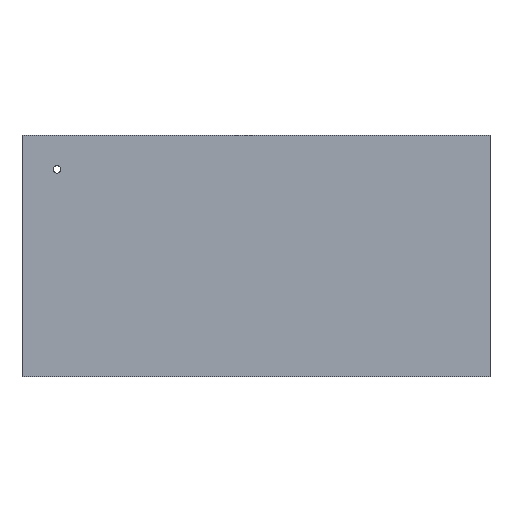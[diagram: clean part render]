
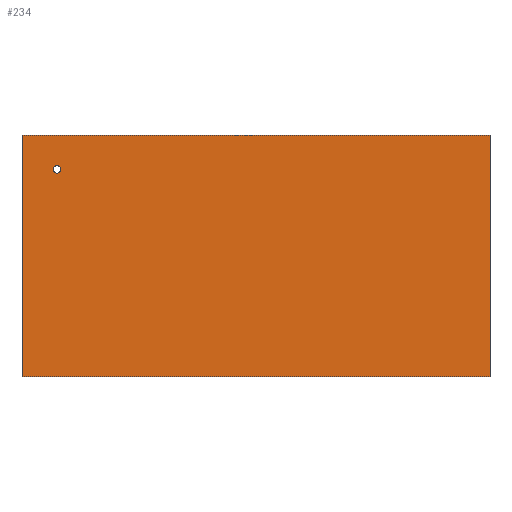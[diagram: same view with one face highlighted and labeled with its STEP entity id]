
A CAD part, top view. The second image highlights one B-rep face of the part: STEP entity #234.
In plain terms, the highlighted planar face has unit normal (0, 0, 1).
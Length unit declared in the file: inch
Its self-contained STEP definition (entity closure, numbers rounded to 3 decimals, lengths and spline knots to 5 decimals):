
#2 = EDGE_CURVE ( 'NONE', #171, #243, #57, .T. ) ;
#6 = EDGE_CURVE ( 'NONE', #85, #110, #155, .T. ) ;
#9 = CIRCLE ( 'NONE', #202, 0.053 ) ;
#12 = PLANE ( 'NONE',  #114 ) ;
#14 = CARTESIAN_POINT ( 'NONE',  ( -2.94991, -1.7754, 0.25 ) ) ;
#16 = EDGE_CURVE ( 'NONE', #110, #241, #43, .T. ) ;
#23 = AXIS2_PLACEMENT_3D ( 'NONE', #79, #100, #223 ) ;
#25 = VECTOR ( 'NONE', #111, 39.37008 ) ;
#35 = CARTESIAN_POINT ( 'NONE',  ( 3.65558, 1.63735, 0.25 ) ) ;
#38 = CARTESIAN_POINT ( 'NONE',  ( 0., 0., 0.25 ) ) ;
#39 = CARTESIAN_POINT ( 'NONE',  ( 3.65558, -1.7754, 0.25 ) ) ;
#43 = LINE ( 'NONE', #151, #287 ) ;
#44 = ORIENTED_EDGE ( 'NONE', *, *, #6, .T. ) ;
#46 = CARTESIAN_POINT ( 'NONE',  ( -2.94991, 1.63735, 0.25 ) ) ;
#57 = CIRCLE ( 'NONE', #23, 0.053 ) ;
#63 = DIRECTION ( 'NONE',  ( 0., 0., 1. ) ) ;
#64 = ORIENTED_EDGE ( 'NONE', *, *, #220, .F. ) ;
#76 = EDGE_LOOP ( 'NONE', ( #64, #159 ) ) ;
#79 = CARTESIAN_POINT ( 'NONE',  ( -2.45463, 1.15431, 0.25 ) ) ;
#85 = VERTEX_POINT ( 'NONE', #228 ) ;
#95 = VERTEX_POINT ( 'NONE', #35 ) ;
#100 = DIRECTION ( 'NONE',  ( 0., 0., 1. ) ) ;
#105 = CARTESIAN_POINT ( 'NONE',  ( -2.50762, 1.15431, 0.25 ) ) ;
#110 = VERTEX_POINT ( 'NONE', #14 ) ;
#111 = DIRECTION ( 'NONE',  ( -1., 0., 0. ) ) ;
#114 = AXIS2_PLACEMENT_3D ( 'NONE', #38, #271, #152 ) ;
#117 = ORIENTED_EDGE ( 'NONE', *, *, #198, .T. ) ;
#124 = DIRECTION ( 'NONE',  ( 1., 0., 0. ) ) ;
#126 = VECTOR ( 'NONE', #277, 39.37008 ) ;
#127 = CARTESIAN_POINT ( 'NONE',  ( 3.65558, 1.63735, 0.25 ) ) ;
#130 = EDGE_LOOP ( 'NONE', ( #44, #249, #117, #181 ) ) ;
#150 = LINE ( 'NONE', #46, #25 ) ;
#151 = CARTESIAN_POINT ( 'NONE',  ( -2.94991, -1.7754, 0.25 ) ) ;
#152 = DIRECTION ( 'NONE',  ( 1., 0., 0. ) ) ;
#155 = LINE ( 'NONE', #226, #214 ) ;
#158 = FACE_OUTER_BOUND ( 'NONE', #130, .T. ) ;
#159 = ORIENTED_EDGE ( 'NONE', *, *, #2, .F. ) ;
#169 = DIRECTION ( 'NONE',  ( 0., -1., 0. ) ) ;
#171 = VERTEX_POINT ( 'NONE', #105 ) ;
#180 = DIRECTION ( 'NONE',  ( 1., 0., 0. ) ) ;
#181 = ORIENTED_EDGE ( 'NONE', *, *, #283, .T. ) ;
#198 = EDGE_CURVE ( 'NONE', #241, #95, #312, .T. ) ;
#202 = AXIS2_PLACEMENT_3D ( 'NONE', #204, #63, #180 ) ;
#204 = CARTESIAN_POINT ( 'NONE',  ( -2.45463, 1.15431, 0.25 ) ) ;
#214 = VECTOR ( 'NONE', #169, 39.37008 ) ;
#218 = FACE_BOUND ( 'NONE', #76, .T. ) ;
#220 = EDGE_CURVE ( 'NONE', #243, #171, #9, .T. ) ;
#223 = DIRECTION ( 'NONE',  ( 1., 0., 0. ) ) ;
#226 = CARTESIAN_POINT ( 'NONE',  ( -2.94991, 1.63735, 0.25 ) ) ;
#228 = CARTESIAN_POINT ( 'NONE',  ( -2.94991, 1.63735, 0.25 ) ) ;
#234 = ADVANCED_FACE ( 'NONE', ( #218, #158 ), #12, .T. ) ;
#241 = VERTEX_POINT ( 'NONE', #39 ) ;
#243 = VERTEX_POINT ( 'NONE', #298 ) ;
#249 = ORIENTED_EDGE ( 'NONE', *, *, #16, .T. ) ;
#271 = DIRECTION ( 'NONE',  ( 0., 0., 1. ) ) ;
#277 = DIRECTION ( 'NONE',  ( 0., 1., 0. ) ) ;
#283 = EDGE_CURVE ( 'NONE', #95, #85, #150, .T. ) ;
#287 = VECTOR ( 'NONE', #124, 39.37008 ) ;
#298 = CARTESIAN_POINT ( 'NONE',  ( -2.40163, 1.15431, 0.25 ) ) ;
#312 = LINE ( 'NONE', #127, #126 ) ;
